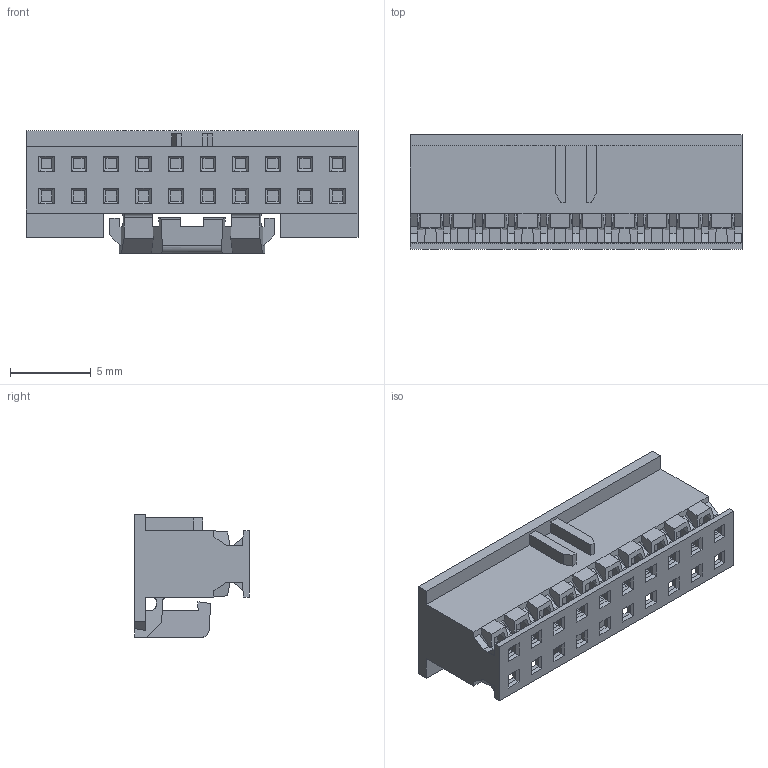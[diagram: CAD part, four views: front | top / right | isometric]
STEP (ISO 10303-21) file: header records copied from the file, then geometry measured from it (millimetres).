
FILE_DESCRIPTION( ('This file contains a STEP AP42 implementation' ,'as created by ZW3D STEP Interface translator.') ,'2;1' );
FILE_NAME( '3122B-2HB10B01.stp' ,'251217. 82555', (''), ('ZWCAD Software Co.'), 'Version 1.0', 'ZW3D to STEP translator', '' );
FILE_SCHEMA(('AUTOMOTIVE_DESIGN { 1 0 10303 214 1 1 1 1 }'));
Length unit declared in the file: millimetre
Products named in the file (1): 0
Bounding box: 20.54 x 7.1 x 7.6 mm (x, y, z)
Volume: 541.1 mm3; surface area: 1084.6 mm2
Topology: 1 solids, 1 shells, 867 faces, 2236 edges, 1394 vertices
Faces by surface type: plane 846, cylinder 11, bspline 10
Entity records: 26505 total; most frequent: CARTESIAN_POINT 4656, ORIENTED_EDGE 4480, DIRECTION 3932, EDGE_CURVE 2238, VECTOR 2212, LINE 2212, VERTEX_POINT 1396, EDGE_LOOP 934
